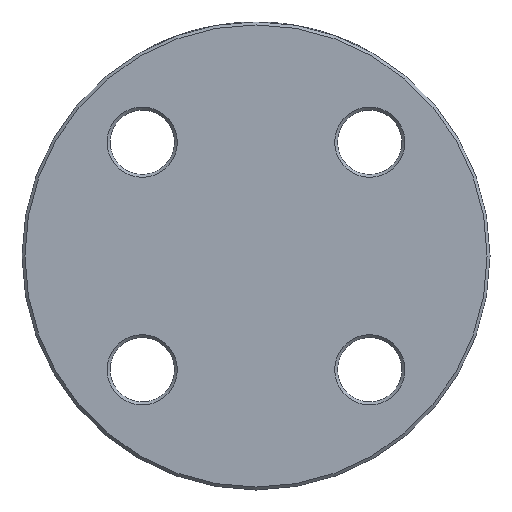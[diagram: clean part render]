
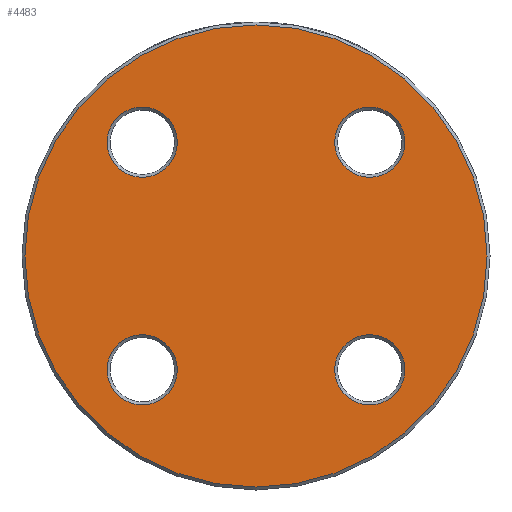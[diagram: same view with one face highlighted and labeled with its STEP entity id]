
A CAD part, left-side view. The second image highlights one B-rep face of the part: STEP entity #4483.
In plain terms, the highlighted planar face has unit normal (-1, 0, 0).
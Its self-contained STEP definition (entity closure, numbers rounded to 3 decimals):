
#38 = CARTESIAN_POINT ( 'NONE',  ( 0., 19.445, -25.445 ) ) ;
#227 = EDGE_CURVE ( 'NONE', #1004, #1004, #3424, .T. ) ;
#296 = VERTEX_POINT ( 'NONE', #3918 ) ;
#360 = AXIS2_PLACEMENT_3D ( 'NONE', #2671, #3770, #1969 ) ;
#364 = EDGE_LOOP ( 'NONE', ( #3335 ) ) ;
#413 = ORIENTED_EDGE ( 'NONE', *, *, #227, .T. ) ;
#471 = CIRCLE ( 'NONE', #3120, 6. ) ;
#546 = ORIENTED_EDGE ( 'NONE', *, *, #1227, .T. ) ;
#690 = CARTESIAN_POINT ( 'NONE',  ( 0., 19.445, 19.445 ) ) ;
#741 = DIRECTION ( 'NONE',  ( 1., 0., 0. ) ) ;
#878 = DIRECTION ( 'NONE',  ( 0., 0., -1. ) ) ;
#882 = FACE_BOUND ( 'NONE', #364, .T. ) ;
#931 = FACE_BOUND ( 'NONE', #4382, .T. ) ;
#984 = FACE_BOUND ( 'NONE', #3869, .T. ) ;
#1004 = VERTEX_POINT ( 'NONE', #4253 ) ;
#1029 = CARTESIAN_POINT ( 'NONE',  ( 0., 19.445, 13.445 ) ) ;
#1051 = VERTEX_POINT ( 'NONE', #2819 ) ;
#1227 = EDGE_CURVE ( 'NONE', #1051, #1051, #4193, .T. ) ;
#1472 = CIRCLE ( 'NONE', #2072, 6. ) ;
#1800 = EDGE_LOOP ( 'NONE', ( #546 ) ) ;
#1829 = EDGE_CURVE ( 'NONE', #4276, #4276, #1472, .T. ) ;
#1851 = CARTESIAN_POINT ( 'NONE',  ( 0., -19.445, 19.445 ) ) ;
#1947 = PLANE ( 'NONE',  #360 ) ;
#1969 = DIRECTION ( 'NONE',  ( 0., 0., -1. ) ) ;
#2072 = AXIS2_PLACEMENT_3D ( 'NONE', #690, #3236, #2127 ) ;
#2127 = DIRECTION ( 'NONE',  ( 0., 0., -1. ) ) ;
#2148 = CIRCLE ( 'NONE', #2585, 6. ) ;
#2354 = DIRECTION ( 'NONE',  ( 1., 0., 0. ) ) ;
#2395 = FACE_OUTER_BOUND ( 'NONE', #1800, .T. ) ;
#2468 = DIRECTION ( 'NONE',  ( 0., 0., -1. ) ) ;
#2476 = ORIENTED_EDGE ( 'NONE', *, *, #4061, .T. ) ;
#2503 = DIRECTION ( 'NONE',  ( 1., 0., 0. ) ) ;
#2585 = AXIS2_PLACEMENT_3D ( 'NONE', #3911, #2503, #3561 ) ;
#2662 = CARTESIAN_POINT ( 'NONE',  ( 0., 19.445, -19.445 ) ) ;
#2671 = CARTESIAN_POINT ( 'NONE',  ( 0., 0., 0. ) ) ;
#2819 = CARTESIAN_POINT ( 'NONE',  ( 0., 0., -39.5 ) ) ;
#3120 = AXIS2_PLACEMENT_3D ( 'NONE', #2662, #2354, #3399 ) ;
#3167 = ORIENTED_EDGE ( 'NONE', *, *, #1829, .T. ) ;
#3236 = DIRECTION ( 'NONE',  ( 1., 0., 0. ) ) ;
#3335 = ORIENTED_EDGE ( 'NONE', *, *, #3947, .T. ) ;
#3399 = DIRECTION ( 'NONE',  ( 0., 0., -1. ) ) ;
#3424 = CIRCLE ( 'NONE', #4043, 6. ) ;
#3561 = DIRECTION ( 'NONE',  ( 0., 0., -1. ) ) ;
#3718 = DIRECTION ( 'NONE',  ( -1., 0., 0. ) ) ;
#3770 = DIRECTION ( 'NONE',  ( 1., 0., 0. ) ) ;
#3794 = FACE_BOUND ( 'NONE', #4056, .T. ) ;
#3807 = AXIS2_PLACEMENT_3D ( 'NONE', #4082, #3718, #878 ) ;
#3869 = EDGE_LOOP ( 'NONE', ( #2476 ) ) ;
#3911 = CARTESIAN_POINT ( 'NONE',  ( 0., -19.445, -19.445 ) ) ;
#3918 = CARTESIAN_POINT ( 'NONE',  ( 0., -19.445, -25.445 ) ) ;
#3947 = EDGE_CURVE ( 'NONE', #296, #296, #2148, .T. ) ;
#4043 = AXIS2_PLACEMENT_3D ( 'NONE', #1851, #741, #2468 ) ;
#4056 = EDGE_LOOP ( 'NONE', ( #3167 ) ) ;
#4061 = EDGE_CURVE ( 'NONE', #4301, #4301, #471, .T. ) ;
#4082 = CARTESIAN_POINT ( 'NONE',  ( 0., 0., 0. ) ) ;
#4193 = CIRCLE ( 'NONE', #3807, 39.5 ) ;
#4253 = CARTESIAN_POINT ( 'NONE',  ( 0., -19.445, 13.445 ) ) ;
#4276 = VERTEX_POINT ( 'NONE', #1029 ) ;
#4301 = VERTEX_POINT ( 'NONE', #38 ) ;
#4382 = EDGE_LOOP ( 'NONE', ( #413 ) ) ;
#4483 = ADVANCED_FACE ( 'NONE', ( #882, #931, #3794, #2395, #984 ), #1947, .F. ) ;
